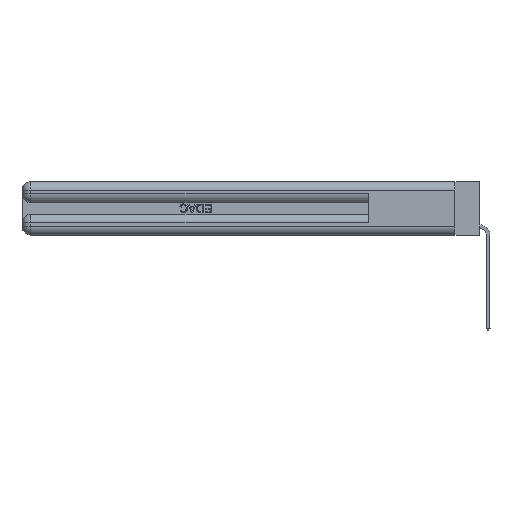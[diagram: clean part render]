
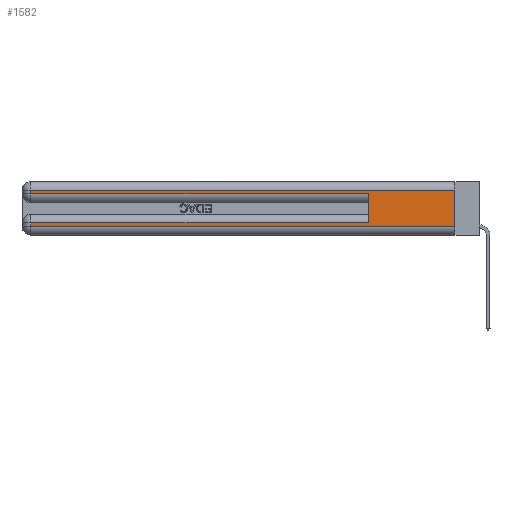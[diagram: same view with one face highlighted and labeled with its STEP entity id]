
A CAD part, left-side view. The second image highlights one B-rep face of the part: STEP entity #1582.
In plain terms, the highlighted planar face has unit normal (-1, 0, 0).
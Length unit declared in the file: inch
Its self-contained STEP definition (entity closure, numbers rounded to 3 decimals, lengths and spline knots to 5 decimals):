
#397 = VERTEX_POINT ( 'NONE', #1200 ) ;
#697 = CARTESIAN_POINT ( 'NONE',  ( 0., 0., 0.06 ) ) ;
#843 = DIRECTION ( 'NONE',  ( 0., -1., 0. ) ) ;
#921 = LINE ( 'NONE', #9558, #935 ) ;
#935 = VECTOR ( 'NONE', #18223, 39.37008 ) ;
#1200 = CARTESIAN_POINT ( 'NONE',  ( 0., 0.6, 0.285 ) ) ;
#1582 = ADVANCED_FACE ( 'NONE', ( #8868 ), #13271, .F. ) ;
#1658 = CARTESIAN_POINT ( 'NONE',  ( 0., 0., 0.085 ) ) ;
#2783 = VECTOR ( 'NONE', #4566, 39.37008 ) ;
#2834 = VERTEX_POINT ( 'NONE', #19119 ) ;
#3614 = DIRECTION ( 'NONE',  ( 0., 0., -1. ) ) ;
#3797 = EDGE_CURVE ( 'NONE', #13126, #14558, #16285, .T. ) ;
#4056 = DIRECTION ( 'NONE',  ( 0., 0., -1. ) ) ;
#4566 = DIRECTION ( 'NONE',  ( 0., -1., 0. ) ) ;
#4582 = EDGE_CURVE ( 'NONE', #13126, #397, #24865, .T. ) ;
#4894 = DIRECTION ( 'NONE',  ( 0., 0., -1. ) ) ;
#5716 = LINE ( 'NONE', #16655, #24543 ) ;
#5764 = DIRECTION ( 'NONE',  ( 0., 1., 0. ) ) ;
#5927 = EDGE_LOOP ( 'NONE', ( #23249, #20522, #10650, #20671, #7995, #13332, #8166, #20776 ) ) ;
#5959 = EDGE_CURVE ( 'NONE', #18254, #397, #25571, .T. ) ;
#5982 = CARTESIAN_POINT ( 'NONE',  ( 0., 2.94, 0.31 ) ) ;
#6032 = LINE ( 'NONE', #25606, #18412 ) ;
#6481 = VERTEX_POINT ( 'NONE', #5982 ) ;
#7519 = CARTESIAN_POINT ( 'NONE',  ( 0., 0.6, 0.145 ) ) ;
#7995 = ORIENTED_EDGE ( 'NONE', *, *, #4582, .F. ) ;
#8166 = ORIENTED_EDGE ( 'NONE', *, *, #10347, .T. ) ;
#8868 = FACE_OUTER_BOUND ( 'NONE', #5927, .T. ) ;
#9558 = CARTESIAN_POINT ( 'NONE',  ( 0., 0., 0.37 ) ) ;
#9886 = VECTOR ( 'NONE', #5764, 39.37008 ) ;
#10347 = EDGE_CURVE ( 'NONE', #14558, #2834, #6032, .T. ) ;
#10650 = ORIENTED_EDGE ( 'NONE', *, *, #26170, .T. ) ;
#10699 = CARTESIAN_POINT ( 'NONE',  ( 0., 2.94, 0.085 ) ) ;
#11411 = CARTESIAN_POINT ( 'NONE',  ( 0., 0., 0.37 ) ) ;
#11467 = LINE ( 'NONE', #697, #21015 ) ;
#11971 = CARTESIAN_POINT ( 'NONE',  ( 0., 2.94, 0.37 ) ) ;
#12360 = VERTEX_POINT ( 'NONE', #17621 ) ;
#13126 = VERTEX_POINT ( 'NONE', #16550 ) ;
#13271 = PLANE ( 'NONE',  #15720 ) ;
#13332 = ORIENTED_EDGE ( 'NONE', *, *, #3797, .T. ) ;
#13443 = VERTEX_POINT ( 'NONE', #16487 ) ;
#14558 = VERTEX_POINT ( 'NONE', #10699 ) ;
#15720 = AXIS2_PLACEMENT_3D ( 'NONE', #11411, #22067, #4894 ) ;
#15769 = CARTESIAN_POINT ( 'NONE',  ( 0., 2.94, 0.285 ) ) ;
#16013 = VECTOR ( 'NONE', #3614, 39.37008 ) ;
#16285 = LINE ( 'NONE', #1658, #9886 ) ;
#16487 = CARTESIAN_POINT ( 'NONE',  ( 0., 0., 0.31 ) ) ;
#16550 = CARTESIAN_POINT ( 'NONE',  ( 0., 0.6, 0.085 ) ) ;
#16655 = CARTESIAN_POINT ( 'NONE',  ( 0., 0., 0.31 ) ) ;
#17182 = VECTOR ( 'NONE', #27103, 39.37008 ) ;
#17621 = CARTESIAN_POINT ( 'NONE',  ( 0., 0., 0.06 ) ) ;
#18223 = DIRECTION ( 'NONE',  ( 0., 0., -1. ) ) ;
#18254 = VERTEX_POINT ( 'NONE', #15769 ) ;
#18412 = VECTOR ( 'NONE', #4056, 39.37008 ) ;
#18800 = LINE ( 'NONE', #11971, #16013 ) ;
#19077 = DIRECTION ( 'NONE',  ( 0., 1., 0. ) ) ;
#19119 = CARTESIAN_POINT ( 'NONE',  ( 0., 2.94, 0.06 ) ) ;
#19979 = EDGE_CURVE ( 'NONE', #2834, #12360, #11467, .T. ) ;
#20522 = ORIENTED_EDGE ( 'NONE', *, *, #24565, .T. ) ;
#20671 = ORIENTED_EDGE ( 'NONE', *, *, #5959, .T. ) ;
#20776 = ORIENTED_EDGE ( 'NONE', *, *, #19979, .T. ) ;
#21015 = VECTOR ( 'NONE', #843, 39.37008 ) ;
#22067 = DIRECTION ( 'NONE',  ( 1., 0., 0. ) ) ;
#22935 = EDGE_CURVE ( 'NONE', #13443, #12360, #921, .T. ) ;
#23249 = ORIENTED_EDGE ( 'NONE', *, *, #22935, .F. ) ;
#24543 = VECTOR ( 'NONE', #19077, 39.37008 ) ;
#24565 = EDGE_CURVE ( 'NONE', #13443, #6481, #5716, .T. ) ;
#24865 = LINE ( 'NONE', #7519, #17182 ) ;
#25571 = LINE ( 'NONE', #25710, #2783 ) ;
#25606 = CARTESIAN_POINT ( 'NONE',  ( 0., 2.94, 0.37 ) ) ;
#25710 = CARTESIAN_POINT ( 'NONE',  ( 0., 0., 0.285 ) ) ;
#26170 = EDGE_CURVE ( 'NONE', #6481, #18254, #18800, .T. ) ;
#27103 = DIRECTION ( 'NONE',  ( 0., 0., 1. ) ) ;
